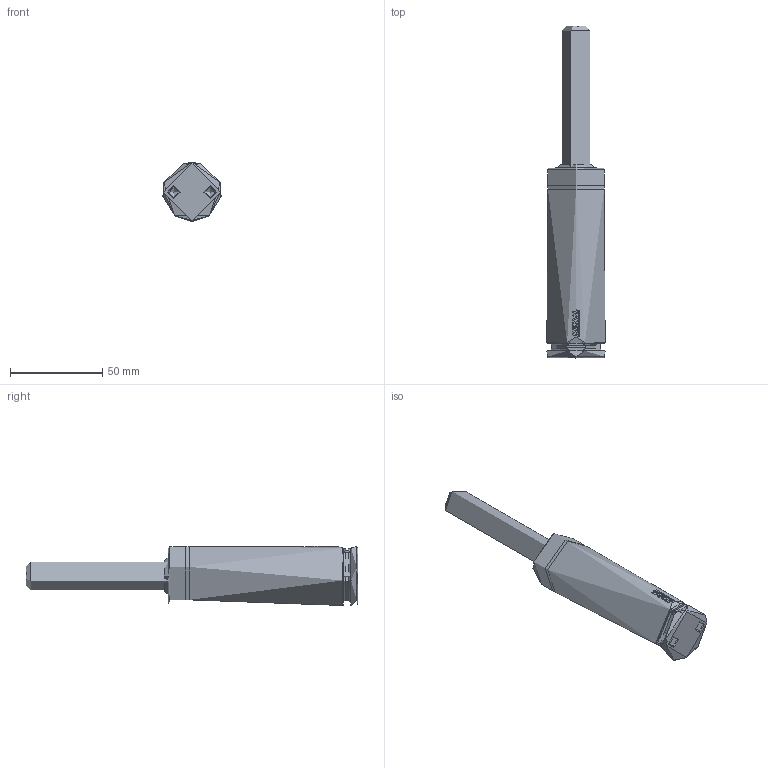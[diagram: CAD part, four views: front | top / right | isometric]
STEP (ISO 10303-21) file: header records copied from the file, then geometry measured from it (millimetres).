
FILE_DESCRIPTION (( 'STEP AP214' ), '1' );
FILE_NAME ('EX360-075.step', '2019-03-07T08:26:53', ( '' ), ( '' ), 'SwSTEP 2.0', 'SolidWorks 2014', '' );
FILE_SCHEMA (( 'AUTOMOTIVE_DESIGN' ));
Length unit declared in the file: millimetre
Products named in the file (3): EX-360 Piston_EX-360-075; EX0360 Body_EX-360-075; EX360-075
Assembly tree (2 placements, depth 2):
  EX360-075
    EX0360 Body_EX-360-075
    EX-360 Piston_EX-360-075
Bounding box: 31.63 x 180 x 32.01 mm (x, y, z)
Volume: 61843.2 mm3; surface area: 26105.4 mm2
Topology: 7 solids, 7 shells, 128 faces, 301 edges, 196 vertices
Faces by surface type: bspline 42, plane 39, cylinder 28, cone 10, torus 9
Full cylindrical faces by diameter (mm): 5 x1, 6 x2, 9.8 x1, 16 x2, 22 x1, 22.1 x1, 23.9 x1, 24 x3, 32 x3
Entity records: 5792 total; most frequent: CARTESIAN_POINT 2675, ORIENTED_EDGE 538, DIRECTION 384, EDGE_CURVE 269, VERTEX_POINT 191, EDGE_LOOP 168, FACE_OUTER_BOUND 147, AXIS2_PLACEMENT_3D 144
